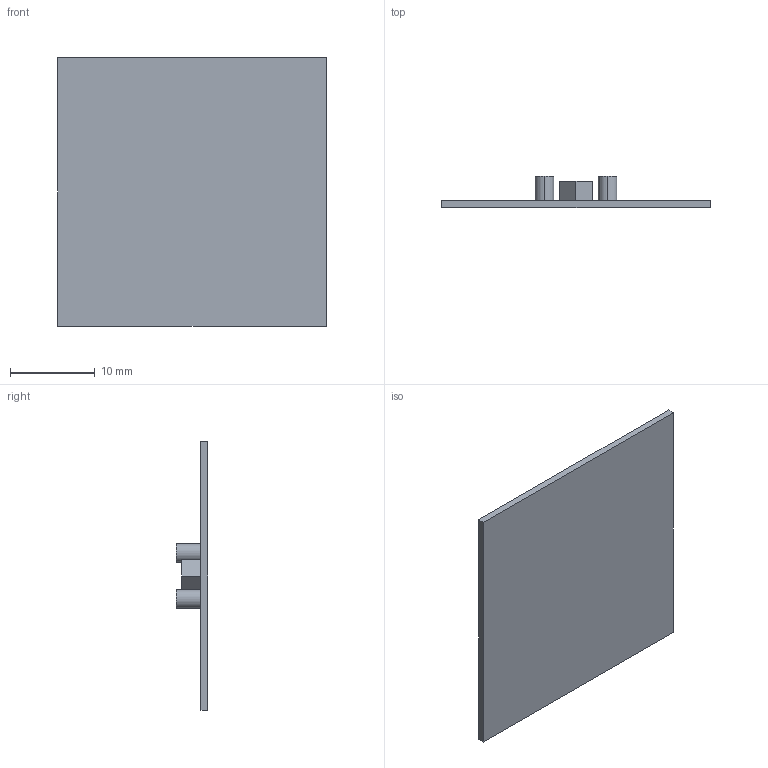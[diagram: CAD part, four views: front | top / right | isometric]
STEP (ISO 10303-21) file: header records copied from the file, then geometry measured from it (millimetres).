
FILE_DESCRIPTION (( 'STEP AP214' ), '1' );
FILE_NAME ('INGUN_108704.STEP', '2025-08-05T11:11:37', ( '' ), ( '' ), 'SwSTEP 2.0', 'SolidWorks 2023', '' );
FILE_SCHEMA (( 'AUTOMOTIVE_DESIGN' ));
Length unit declared in the file: millimetre
Products named in the file (1): INGUN_108704
Bounding box: 31.8 x 3.72 x 31.8 mm (x, y, z)
Volume: 845 mm3; surface area: 2240.9 mm2
Topology: 4 solids, 4 shells, 224 faces, 585 edges, 390 vertices
Faces by surface type: plane 122, bspline 94, cylinder 8
Entity records: 13809 total; most frequent: CARTESIAN_POINT 6510, ORIENTED_EDGE 1170, DIRECTION 675, EDGE_CURVE 585, VERTEX_POINT 390, VECTOR 381, LINE 381, EDGE_LOOP 249
